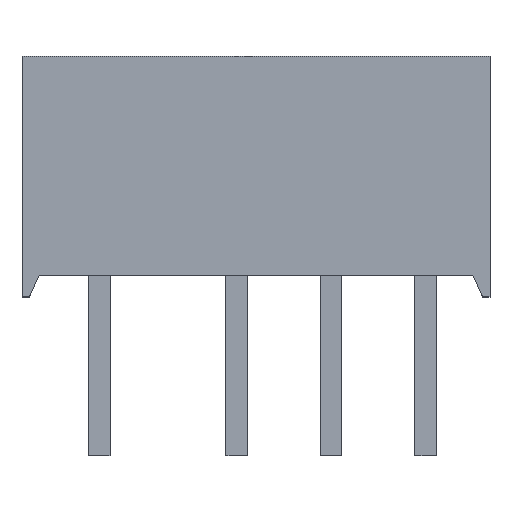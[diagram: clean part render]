
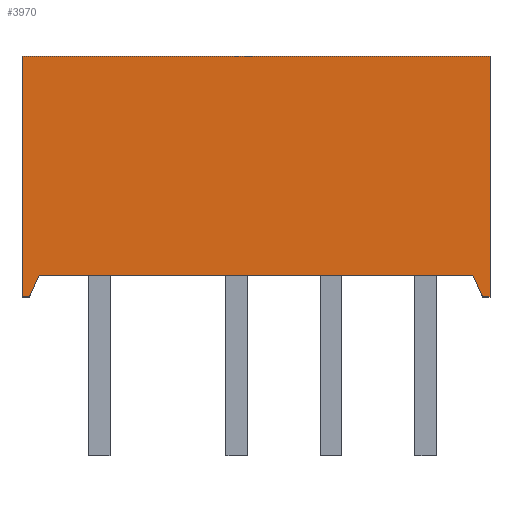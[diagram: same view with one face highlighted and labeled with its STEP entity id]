
A CAD part, top view. The second image highlights one B-rep face of the part: STEP entity #3970.
In plain terms, the highlighted planar face has unit normal (0, 0, 1).
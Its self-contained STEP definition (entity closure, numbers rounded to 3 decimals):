
#42 = VERTEX_POINT ( 'NONE', #2595 ) ;
#68 = CARTESIAN_POINT ( 'NONE',  ( 0., 5.1, 0. ) ) ;
#99 = PLANE ( 'NONE',  #3195 ) ;
#112 = CARTESIAN_POINT ( 'NONE',  ( 0., 5.1, 0. ) ) ;
#138 = ORIENTED_EDGE ( 'NONE', *, *, #1152, .F. ) ;
#305 = ORIENTED_EDGE ( 'NONE', *, *, #3312, .F. ) ;
#334 = DIRECTION ( 'NONE',  ( 0., -1., 0. ) ) ;
#345 = FACE_OUTER_BOUND ( 'NONE', #3415, .T. ) ;
#458 = DIRECTION ( 'NONE',  ( 0., 0., -1. ) ) ;
#497 = CARTESIAN_POINT ( 'NONE',  ( 10.73, -0.5, 0. ) ) ;
#574 = CARTESIAN_POINT ( 'NONE',  ( 0., 5.1, 0. ) ) ;
#591 = DIRECTION ( 'NONE',  ( 1., 0., 0. ) ) ;
#657 = CARTESIAN_POINT ( 'NONE',  ( 10.9, 5.1, 0. ) ) ;
#665 = EDGE_CURVE ( 'NONE', #1428, #1256, #4062, .T. ) ;
#669 = VERTEX_POINT ( 'NONE', #68 ) ;
#686 = LINE ( 'NONE', #2213, #3388 ) ;
#921 = ORIENTED_EDGE ( 'NONE', *, *, #665, .T. ) ;
#942 = CARTESIAN_POINT ( 'NONE',  ( 10.9, -0.5, 0. ) ) ;
#988 = CARTESIAN_POINT ( 'NONE',  ( 0., -0.5, 0. ) ) ;
#989 = VECTOR ( 'NONE', #3068, 1000. ) ;
#1005 = VERTEX_POINT ( 'NONE', #4091 ) ;
#1010 = LINE ( 'NONE', #112, #2820 ) ;
#1127 = EDGE_CURVE ( 'NONE', #42, #1780, #3904, .T. ) ;
#1134 = DIRECTION ( 'NONE',  ( -0.418, -0.908, 0. ) ) ;
#1152 = EDGE_CURVE ( 'NONE', #4149, #3181, #686, .T. ) ;
#1232 = EDGE_CURVE ( 'NONE', #1005, #42, #4107, .T. ) ;
#1256 = VERTEX_POINT ( 'NONE', #2577 ) ;
#1257 = LINE ( 'NONE', #1853, #2864 ) ;
#1428 = VERTEX_POINT ( 'NONE', #3542 ) ;
#1620 = ORIENTED_EDGE ( 'NONE', *, *, #3639, .F. ) ;
#1780 = VERTEX_POINT ( 'NONE', #4074 ) ;
#1853 = CARTESIAN_POINT ( 'NONE',  ( 0.17, -0.5, 0. ) ) ;
#2150 = EDGE_CURVE ( 'NONE', #669, #3181, #1010, .T. ) ;
#2213 = CARTESIAN_POINT ( 'NONE',  ( 0., -0.5, 0. ) ) ;
#2215 = CARTESIAN_POINT ( 'NONE',  ( 0.17, -0.5, 0. ) ) ;
#2362 = CARTESIAN_POINT ( 'NONE',  ( 0., 5.1, 0. ) ) ;
#2371 = LINE ( 'NONE', #497, #4037 ) ;
#2429 = ORIENTED_EDGE ( 'NONE', *, *, #2899, .F. ) ;
#2577 = CARTESIAN_POINT ( 'NONE',  ( 10.5, 0., 0. ) ) ;
#2595 = CARTESIAN_POINT ( 'NONE',  ( 10.9, -0.5, 0. ) ) ;
#2702 = DIRECTION ( 'NONE',  ( -1., 0., 0. ) ) ;
#2820 = VECTOR ( 'NONE', #3277, 1000. ) ;
#2847 = DIRECTION ( 'NONE',  ( -1., 0., 0. ) ) ;
#2864 = VECTOR ( 'NONE', #1134, 1000. ) ;
#2899 = EDGE_CURVE ( 'NONE', #1428, #4149, #1257, .T. ) ;
#2906 = ORIENTED_EDGE ( 'NONE', *, *, #1232, .F. ) ;
#2959 = LINE ( 'NONE', #574, #3877 ) ;
#2973 = CARTESIAN_POINT ( 'NONE',  ( 0., 0., 0. ) ) ;
#3054 = DIRECTION ( 'NONE',  ( -0.418, 0.908, 0. ) ) ;
#3068 = DIRECTION ( 'NONE',  ( 1., 0., 0. ) ) ;
#3124 = ORIENTED_EDGE ( 'NONE', *, *, #1127, .F. ) ;
#3136 = VECTOR ( 'NONE', #2847, 1000. ) ;
#3165 = ORIENTED_EDGE ( 'NONE', *, *, #2150, .T. ) ;
#3181 = VERTEX_POINT ( 'NONE', #988 ) ;
#3183 = VECTOR ( 'NONE', #334, 1000. ) ;
#3188 = DIRECTION ( 'NONE',  ( -1., 0., 0. ) ) ;
#3195 = AXIS2_PLACEMENT_3D ( 'NONE', #2362, #458, #2702 ) ;
#3277 = DIRECTION ( 'NONE',  ( 0., -1., 0. ) ) ;
#3312 = EDGE_CURVE ( 'NONE', #1780, #1256, #2371, .T. ) ;
#3388 = VECTOR ( 'NONE', #3188, 1000. ) ;
#3415 = EDGE_LOOP ( 'NONE', ( #921, #305, #3124, #2906, #1620, #3165, #138, #2429 ) ) ;
#3542 = CARTESIAN_POINT ( 'NONE',  ( 0.4, 0., 0. ) ) ;
#3639 = EDGE_CURVE ( 'NONE', #669, #1005, #2959, .T. ) ;
#3877 = VECTOR ( 'NONE', #591, 1000. ) ;
#3904 = LINE ( 'NONE', #942, #3136 ) ;
#3970 = ADVANCED_FACE ( 'NONE', ( #345 ), #99, .F. ) ;
#4037 = VECTOR ( 'NONE', #3054, 1000. ) ;
#4062 = LINE ( 'NONE', #2973, #989 ) ;
#4074 = CARTESIAN_POINT ( 'NONE',  ( 10.73, -0.5, 0. ) ) ;
#4091 = CARTESIAN_POINT ( 'NONE',  ( 10.9, 5.1, 0. ) ) ;
#4107 = LINE ( 'NONE', #657, #3183 ) ;
#4149 = VERTEX_POINT ( 'NONE', #2215 ) ;
